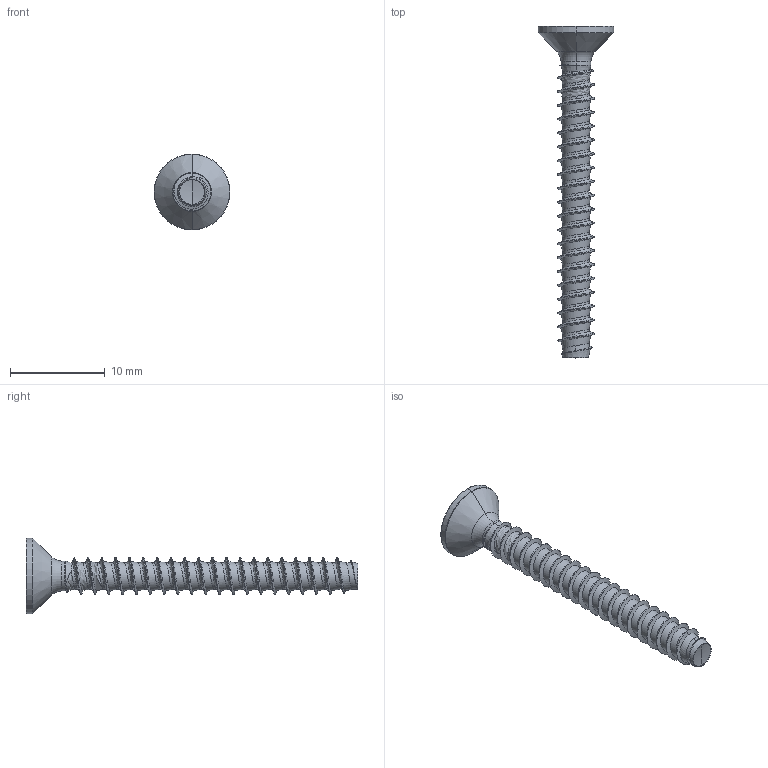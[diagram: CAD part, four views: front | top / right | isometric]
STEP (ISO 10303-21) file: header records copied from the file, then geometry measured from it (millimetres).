
FILE_DESCRIPTION (( 'STEP AP203' ), '1' );
FILE_NAME ('STP410400350.STEP', '2017-08-16T13:55:38', ( '' ), ( '' ), 'SwSTEP 2.0', 'SolidWorks 2015', '' );
FILE_SCHEMA (( 'CONFIG_CONTROL_DESIGN' ));
Length unit declared in the file: millimetre
Products named in the file (1): STP410400350
Bounding box: 8 x 35 x 8 mm (x, y, z)
Volume: 316.2 mm3; surface area: 621.3 mm2
Topology: 1 solids, 1 shells, 124 faces, 318 edges, 196 vertices
Faces by surface type: cylinder 67, bspline 35, cone 12, torus 6, sphere 2, plane 2
Entity records: 35141 total; most frequent: CARTESIAN_POINT 32551, ORIENTED_EDGE 632, DIRECTION 383, EDGE_CURVE 316, VERTEX_POINT 196, AXIS2_PLACEMENT_3D 150, B_SPLINE_CURVE_WITH_KNOTS 131, EDGE_LOOP 126
